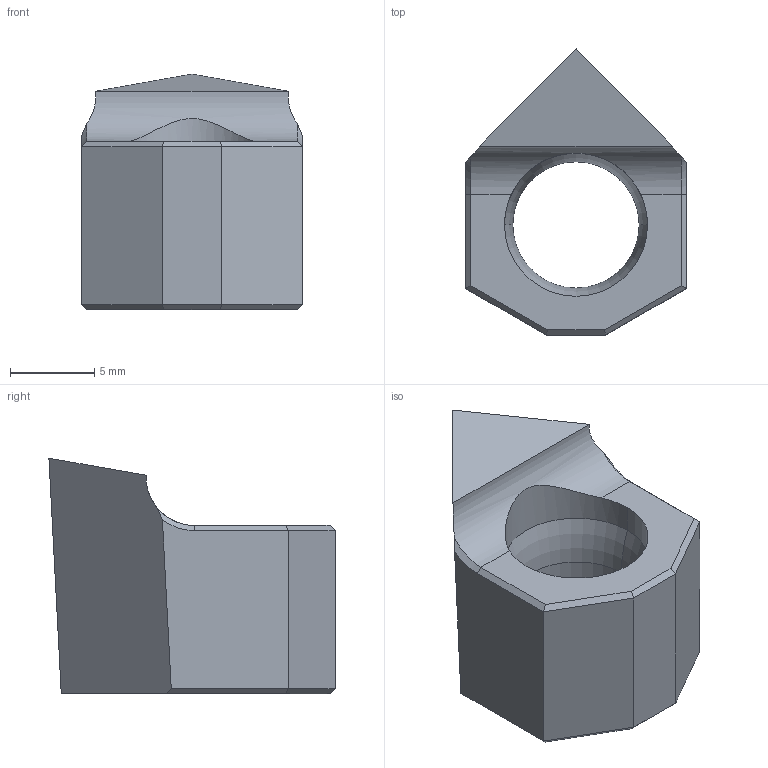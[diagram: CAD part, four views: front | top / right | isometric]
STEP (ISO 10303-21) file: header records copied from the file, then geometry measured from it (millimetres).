
FILE_DESCRIPTION (( 'STEP AP203' ), '1' );
FILE_NAME ('IN-SQ-19_27.STEP', '2023-07-18T09:53:10', ( 'TECNICO' ), ( '' ), 'SwSTEP 2.0', 'SolidWorks 2020', '' );
FILE_SCHEMA (( 'CONFIG_CONTROL_DESIGN' ));
Length unit declared in the file: millimetre
Products named in the file (1): IN-SQ-19_27
Bounding box: 13.1 x 17 x 14 mm (x, y, z)
Volume: 1249.8 mm3; surface area: 1014.4 mm2
Topology: 1 solids, 1 shells, 31 faces, 74 edges, 44 vertices
Faces by surface type: plane 20, cylinder 5, cone 4, torus 2
Entity records: 987 total; most frequent: CARTESIAN_POINT 191, DIRECTION 150, ORIENTED_EDGE 148, EDGE_CURVE 74, VECTOR 52, LINE 52, AXIS2_PLACEMENT_3D 49, VERTEX_POINT 44
